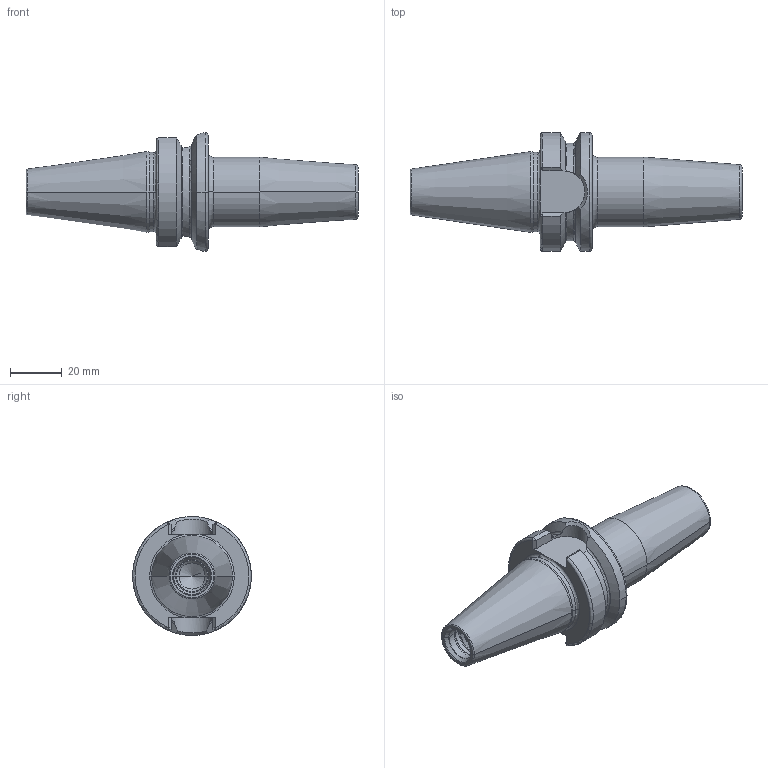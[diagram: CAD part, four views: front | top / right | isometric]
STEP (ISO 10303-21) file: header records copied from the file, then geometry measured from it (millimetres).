
FILE_DESCRIPTION((''),'2;1');
FILE_NAME('30-640-08','2011-08-22T',('mei'),(''),'PRO/ENGINEER BY PARAMETRIC TECHNOLOGY CORPORATION, 2010430','PRO/ENGINEER BY PARAMETRIC TECHNOLOGY CORPORATION, 2010430','');
FILE_SCHEMA(('CONFIG_CONTROL_DESIGN'));
Length unit declared in the file: millimetre
Products named in the file (1): 30-640-08
Bounding box: 128.4 x 45.98 x 45.98 mm (x, y, z)
Volume: 76493.6 mm3; surface area: 16997 mm2
Topology: 1 solids, 2 shells, 96 faces, 230 edges, 137 vertices
Faces by surface type: plane 26, torus 24, cylinder 22, cone 18, bspline 6
Entity records: 3195 total; most frequent: CARTESIAN_POINT 965, DIRECTION 472, ORIENTED_EDGE 448, EDGE_CURVE 226, AXIS2_PLACEMENT_3D 197, VERTEX_POINT 137, CIRCLE 106, EDGE_LOOP 101
